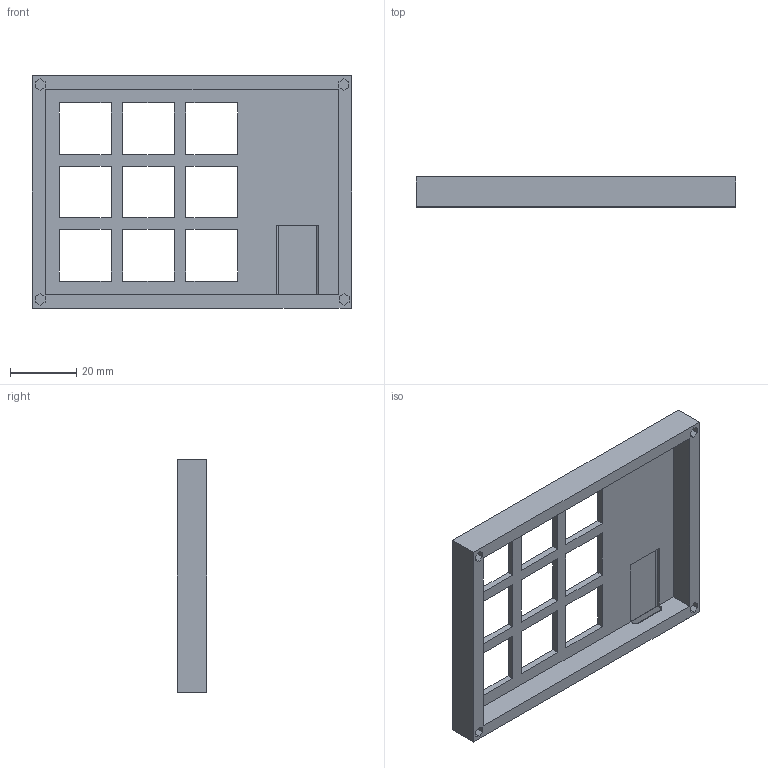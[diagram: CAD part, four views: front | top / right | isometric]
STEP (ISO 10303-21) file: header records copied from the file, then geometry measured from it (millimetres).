
FILE_DESCRIPTION(/* description */ ('STEP AP242','CAx-IF Rec.Pracs.---Representation and Presentation of Product Manufacturing Information (PMI)---4.0---2014-10-13','CAx-IF Rec.Pracs.---3D Tessellated Geometry---0.4---2014-09-14','2;1'),/* implementation_level */ '2;1');
FILE_NAME(/* name */ '67b199195f82437125802885',/* time_stamp */ '2025-02-16T07:51:54Z',/* author */ (''),/* organization */ (''),/* preprocessor_version */ 'ST-DEVELOPER v20',/* originating_system */ 'ONSHAPE BY PTC INC, 1.193',/* authorisation */ ' ');
FILE_SCHEMA (('AP242_MANAGED_MODEL_BASED_3D_ENGINEERING_MIM_LF { 1 0 10303 442 1 1 4 }'));
Length unit declared in the file: metre
Products named in the file (1): Part 2
Bounding box: 96.11 x 9 x 69.91 mm (x, y, z)
Volume: 16958.6 mm3; surface area: 15560.2 mm2
Topology: 1 solids, 1 shells, 114 faces, 307 edges, 198 vertices
Faces by surface type: plane 88, cylinder 18, torus 8
Entity records: 3579 total; most frequent: CARTESIAN_POINT 626, ORIENTED_EDGE 614, DIRECTION 579, EDGE_CURVE 307, LINE 261, VECTOR 261, VERTEX_POINT 198, AXIS2_PLACEMENT_3D 159
